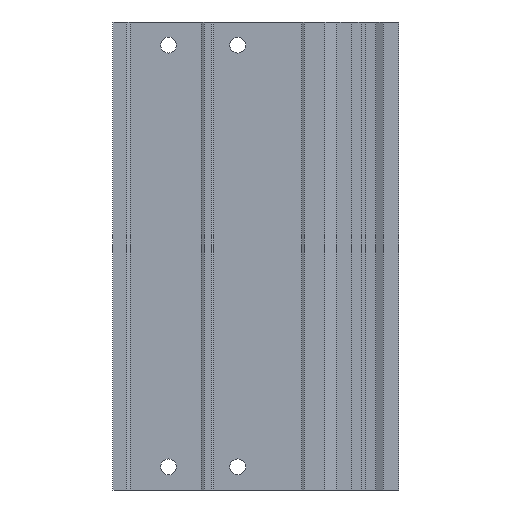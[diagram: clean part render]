
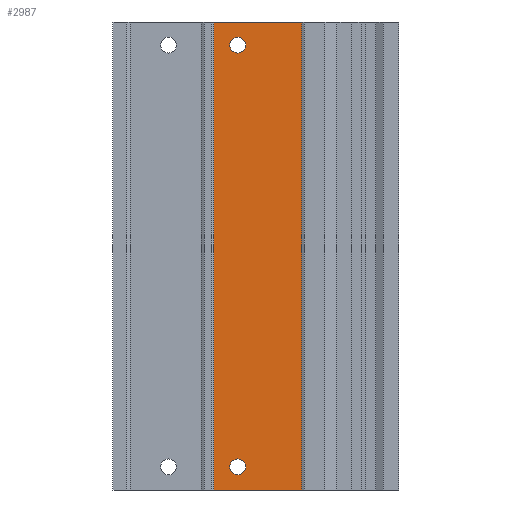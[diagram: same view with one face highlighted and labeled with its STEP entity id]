
A CAD part, front view. The second image highlights one B-rep face of the part: STEP entity #2987.
In plain terms, the highlighted planar face has unit normal (0, -1, 0).
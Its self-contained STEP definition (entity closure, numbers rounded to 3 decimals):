
#44=LINE('',#4987,#208);
#45=LINE('',#4993,#209);
#46=LINE('',#4995,#210);
#47=LINE('',#4997,#211);
#208=VECTOR('',#3671,1000.);
#209=VECTOR('',#3678,1000.);
#210=VECTOR('',#3679,1000.);
#211=VECTOR('',#3680,1000.);
#356=PLANE('',#3221);
#513=CIRCLE('',#3222,2.75);
#514=CIRCLE('',#3223,2.75);
#764=ORIENTED_EDGE('',*,*,#1502,.T.);
#765=ORIENTED_EDGE('',*,*,#1503,.T.);
#766=ORIENTED_EDGE('',*,*,#1504,.F.);
#767=ORIENTED_EDGE('',*,*,#1501,.F.);
#768=ORIENTED_EDGE('',*,*,#1505,.T.);
#769=ORIENTED_EDGE('',*,*,#1506,.T.);
#1501=EDGE_CURVE('',#1864,#1863,#44,.T.);
#1502=EDGE_CURVE('',#1865,#1865,#513,.F.);
#1503=EDGE_CURVE('',#1866,#1866,#514,.F.);
#1504=EDGE_CURVE('',#1863,#1867,#45,.T.);
#1505=EDGE_CURVE('',#1864,#1868,#46,.T.);
#1506=EDGE_CURVE('',#1868,#1867,#47,.T.);
#1863=VERTEX_POINT('',#4984);
#1864=VERTEX_POINT('',#4986);
#1865=VERTEX_POINT('',#4990);
#1866=VERTEX_POINT('',#4992);
#1867=VERTEX_POINT('',#4994);
#1868=VERTEX_POINT('',#4996);
#2195=EDGE_LOOP('',(#764));
#2196=EDGE_LOOP('',(#765));
#2197=EDGE_LOOP('',(#766,#767,#768,#769));
#2550=FACE_BOUND('',#2195,.T.);
#2551=FACE_BOUND('',#2196,.T.);
#2552=FACE_BOUND('',#2197,.T.);
#2987=ADVANCED_FACE('',(#2550,#2551,#2552),#356,.T.);
#3221=AXIS2_PLACEMENT_3D('',#4988,#3672,#3673);
#3222=AXIS2_PLACEMENT_3D('',#4989,#3674,#3675);
#3223=AXIS2_PLACEMENT_3D('',#4991,#3676,#3677);
#3671=DIRECTION('',(0.,0.,1.));
#3672=DIRECTION('',(0.,-1.,0.));
#3673=DIRECTION('',(0.,0.,-1.));
#3674=DIRECTION('',(0.,-1.,0.));
#3675=DIRECTION('',(0.,0.,-1.));
#3676=DIRECTION('',(0.,-1.,0.));
#3677=DIRECTION('',(0.,0.,-1.));
#3678=DIRECTION('',(1.,0.,0.));
#3679=DIRECTION('',(1.,0.,0.));
#3680=DIRECTION('',(0.,0.,1.));
#4984=CARTESIAN_POINT('',(34.866,0.5,0.));
#4986=CARTESIAN_POINT('',(34.866,0.5,-162.));
#4987=CARTESIAN_POINT('',(34.866,0.5,-162.));
#4988=CARTESIAN_POINT('',(34.866,0.5,-162.));
#4989=CARTESIAN_POINT('',(43.2,0.5,-8.));
#4990=CARTESIAN_POINT('',(43.2,0.5,-10.75));
#4991=CARTESIAN_POINT('',(43.2,0.5,-154.));
#4992=CARTESIAN_POINT('',(43.2,0.5,-156.75));
#4993=CARTESIAN_POINT('',(34.866,0.5,0.));
#4994=CARTESIAN_POINT('',(65.334,0.5,0.));
#4995=CARTESIAN_POINT('',(34.866,0.5,-162.));
#4996=CARTESIAN_POINT('',(65.334,0.5,-162.));
#4997=CARTESIAN_POINT('',(65.334,0.5,-162.));
